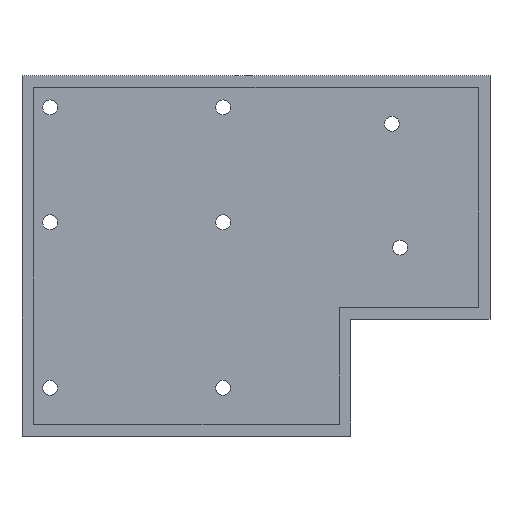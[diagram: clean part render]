
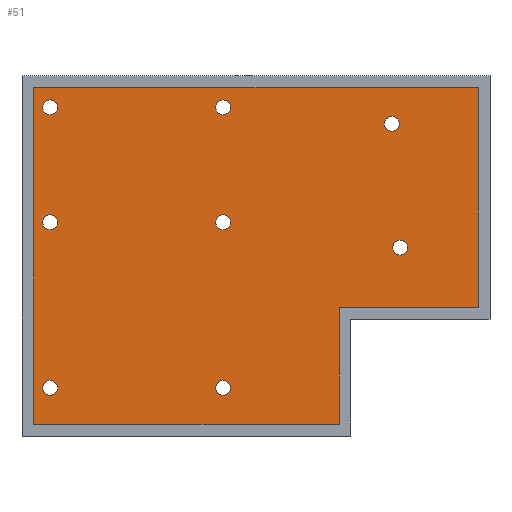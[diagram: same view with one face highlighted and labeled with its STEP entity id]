
A CAD part, top view. The second image highlights one B-rep face of the part: STEP entity #51.
In plain terms, the highlighted planar face has unit normal (0, 0, 1).
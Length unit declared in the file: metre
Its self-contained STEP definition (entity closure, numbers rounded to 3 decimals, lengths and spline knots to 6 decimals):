
#51 = ADVANCED_FACE( '', ( #118, #119, #120, #121, #122, #123, #124, #125, #126 ), #127, .T. );
#118 = FACE_OUTER_BOUND( '', #219, .T. );
#119 = FACE_BOUND( '', #220, .T. );
#120 = FACE_BOUND( '', #221, .T. );
#121 = FACE_BOUND( '', #222, .T. );
#122 = FACE_BOUND( '', #223, .T. );
#123 = FACE_BOUND( '', #224, .T. );
#124 = FACE_BOUND( '', #225, .T. );
#125 = FACE_BOUND( '', #226, .T. );
#126 = FACE_BOUND( '', #227, .T. );
#127 = PLANE( '', #228 );
#219 = EDGE_LOOP( '', ( #328, #329, #330, #331, #332, #333 ) );
#220 = EDGE_LOOP( '', ( #334 ) );
#221 = EDGE_LOOP( '', ( #335 ) );
#222 = EDGE_LOOP( '', ( #336 ) );
#223 = EDGE_LOOP( '', ( #337 ) );
#224 = EDGE_LOOP( '', ( #338 ) );
#225 = EDGE_LOOP( '', ( #339 ) );
#226 = EDGE_LOOP( '', ( #340 ) );
#227 = EDGE_LOOP( '', ( #341 ) );
#228 = AXIS2_PLACEMENT_3D( '', #342, #343, #344 );
#328 = ORIENTED_EDGE( '', *, *, #518, .F. );
#329 = ORIENTED_EDGE( '', *, *, #519, .F. );
#330 = ORIENTED_EDGE( '', *, *, #520, .T. );
#331 = ORIENTED_EDGE( '', *, *, #521, .T. );
#332 = ORIENTED_EDGE( '', *, *, #522, .F. );
#333 = ORIENTED_EDGE( '', *, *, #523, .F. );
#334 = ORIENTED_EDGE( '', *, *, #524, .T. );
#335 = ORIENTED_EDGE( '', *, *, #502, .F. );
#336 = ORIENTED_EDGE( '', *, *, #525, .T. );
#337 = ORIENTED_EDGE( '', *, *, #526, .F. );
#338 = ORIENTED_EDGE( '', *, *, #527, .T. );
#339 = ORIENTED_EDGE( '', *, *, #528, .T. );
#340 = ORIENTED_EDGE( '', *, *, #529, .F. );
#341 = ORIENTED_EDGE( '', *, *, #530, .T. );
#342 = CARTESIAN_POINT( '', ( 0.039515, 0.008681, 0.002 ) );
#343 = DIRECTION( '', ( 0., 0., 1. ) );
#344 = DIRECTION( '', ( 1., 0., 0. ) );
#502 = EDGE_CURVE( '', #577, #577, #578, .T. );
#518 = EDGE_CURVE( '', #607, #608, #609, .T. );
#519 = EDGE_CURVE( '', #610, #607, #611, .T. );
#520 = EDGE_CURVE( '', #610, #612, #613, .T. );
#521 = EDGE_CURVE( '', #612, #614, #615, .T. );
#522 = EDGE_CURVE( '', #616, #614, #617, .T. );
#523 = EDGE_CURVE( '', #608, #616, #618, .T. );
#524 = EDGE_CURVE( '', #619, #619, #620, .T. );
#525 = EDGE_CURVE( '', #621, #621, #622, .T. );
#526 = EDGE_CURVE( '', #623, #623, #624, .T. );
#527 = EDGE_CURVE( '', #625, #625, #626, .T. );
#528 = EDGE_CURVE( '', #627, #627, #628, .T. );
#529 = EDGE_CURVE( '', #629, #629, #630, .T. );
#530 = EDGE_CURVE( '', #631, #631, #632, .T. );
#577 = VERTEX_POINT( '', #692 );
#578 = CIRCLE( '', #693, 0.0016 );
#607 = VERTEX_POINT( '', #734 );
#608 = VERTEX_POINT( '', #735 );
#609 = LINE( '', #736, #737 );
#610 = VERTEX_POINT( '', #738 );
#611 = LINE( '', #739, #740 );
#612 = VERTEX_POINT( '', #741 );
#613 = LINE( '', #742, #743 );
#614 = VERTEX_POINT( '', #744 );
#615 = LINE( '', #745, #746 );
#616 = VERTEX_POINT( '', #747 );
#617 = LINE( '', #748, #749 );
#618 = LINE( '', #750, #751 );
#619 = VERTEX_POINT( '', #752 );
#620 = CIRCLE( '', #753, 0.0016 );
#621 = VERTEX_POINT( '', #754 );
#622 = CIRCLE( '', #755, 0.0016 );
#623 = VERTEX_POINT( '', #756 );
#624 = CIRCLE( '', #757, 0.0016 );
#625 = VERTEX_POINT( '', #758 );
#626 = CIRCLE( '', #759, 0.0016 );
#627 = VERTEX_POINT( '', #760 );
#628 = CIRCLE( '', #761, 0.0016 );
#629 = VERTEX_POINT( '', #762 );
#630 = CIRCLE( '', #763, 0.0016 );
#631 = VERTEX_POINT( '', #764 );
#632 = CIRCLE( '', #765, 0.0016 );
#692 = CARTESIAN_POINT( '', ( 0.070328, 0.024192, 0.002 ) );
#693 = AXIS2_PLACEMENT_3D( '', #842, #843, #844 );
#734 = CARTESIAN_POINT( '', ( 0.130492, -0.043571, 0.002 ) );
#735 = CARTESIAN_POINT( '', ( 0.065205, -0.043571, 0.002 ) );
#736 = CARTESIAN_POINT( '', ( 0.097848, -0.043571, 0.002 ) );
#737 = VECTOR( '', #860, 1. );
#738 = CARTESIAN_POINT( '', ( 0.130492, -0.018571, 0.002 ) );
#739 = CARTESIAN_POINT( '', ( 0.130492, -0.032321, 0.002 ) );
#740 = VECTOR( '', #861, 1. );
#741 = CARTESIAN_POINT( '', ( 0.160205, -0.018571, 0.002 ) );
#742 = CARTESIAN_POINT( '', ( 0.131742, -0.018571, 0.002 ) );
#743 = VECTOR( '', #862, 1. );
#744 = CARTESIAN_POINT( '', ( 0.160205, 0.028429, 0.002 ) );
#745 = CARTESIAN_POINT( '', ( 0.160205, 0.004929, 0.002 ) );
#746 = VECTOR( '', #863, 1. );
#747 = CARTESIAN_POINT( '', ( 0.065205, 0.028429, 0.002 ) );
#748 = CARTESIAN_POINT( '', ( 0.112705, 0.028429, 0.002 ) );
#749 = VECTOR( '', #864, 1. );
#750 = CARTESIAN_POINT( '', ( 0.065205, 0.003679, 0.002 ) );
#751 = VECTOR( '', #865, 1. );
#752 = CARTESIAN_POINT( '', ( 0.107267, 0.024192, 0.002 ) );
#753 = AXIS2_PLACEMENT_3D( '', #866, #867, #868 );
#754 = CARTESIAN_POINT( '', ( 0.145107, -0.005755, 0.002 ) );
#755 = AXIS2_PLACEMENT_3D( '', #869, #870, #871 );
#756 = CARTESIAN_POINT( '', ( 0.107267, -0.000364, 0.002 ) );
#757 = AXIS2_PLACEMENT_3D( '', #872, #873, #874 );
#758 = CARTESIAN_POINT( '', ( 0.070328, -0.000364, 0.002 ) );
#759 = AXIS2_PLACEMENT_3D( '', #875, #876, #877 );
#760 = CARTESIAN_POINT( '', ( 0.143331, 0.020696, 0.002 ) );
#761 = AXIS2_PLACEMENT_3D( '', #878, #879, #880 );
#762 = CARTESIAN_POINT( '', ( 0.107267, -0.035733, 0.002 ) );
#763 = AXIS2_PLACEMENT_3D( '', #881, #882, #883 );
#764 = CARTESIAN_POINT( '', ( 0.070328, -0.035733, 0.002 ) );
#765 = AXIS2_PLACEMENT_3D( '', #884, #885, #886 );
#842 = CARTESIAN_POINT( '', ( 0.068728, 0.024192, 0.002 ) );
#843 = DIRECTION( '', ( 0., 0., 1. ) );
#844 = DIRECTION( '', ( 1., 0., 0. ) );
#860 = DIRECTION( '', ( -1., 0., 0. ) );
#861 = DIRECTION( '', ( 0., -1., 0. ) );
#862 = DIRECTION( '', ( 1., 0., 0. ) );
#863 = DIRECTION( '', ( 0., 1., 0. ) );
#864 = DIRECTION( '', ( 1., 0., 0. ) );
#865 = DIRECTION( '', ( 0., 1., 0. ) );
#866 = CARTESIAN_POINT( '', ( 0.105667, 0.024192, 0.002 ) );
#867 = DIRECTION( '', ( 0., 0., -1. ) );
#868 = DIRECTION( '', ( 1., 0., 0. ) );
#869 = CARTESIAN_POINT( '', ( 0.143507, -0.005755, 0.002 ) );
#870 = DIRECTION( '', ( 0., 0., -1. ) );
#871 = DIRECTION( '', ( 1., 0., 0. ) );
#872 = CARTESIAN_POINT( '', ( 0.105667, -0.000364, 0.002 ) );
#873 = DIRECTION( '', ( 0., 0., 1. ) );
#874 = DIRECTION( '', ( 1., 0., 0. ) );
#875 = CARTESIAN_POINT( '', ( 0.068728, -0.000364, 0.002 ) );
#876 = DIRECTION( '', ( 0., 0., -1. ) );
#877 = DIRECTION( '', ( 1., 0., 0. ) );
#878 = CARTESIAN_POINT( '', ( 0.141731, 0.020696, 0.002 ) );
#879 = DIRECTION( '', ( 0., 0., -1. ) );
#880 = DIRECTION( '', ( 1., 0., 0. ) );
#881 = CARTESIAN_POINT( '', ( 0.105667, -0.035733, 0.002 ) );
#882 = DIRECTION( '', ( 0., 0., 1. ) );
#883 = DIRECTION( '', ( 1., 0., 0. ) );
#884 = CARTESIAN_POINT( '', ( 0.068728, -0.035733, 0.002 ) );
#885 = DIRECTION( '', ( 0., 0., -1. ) );
#886 = DIRECTION( '', ( 1., 0., 0. ) );
